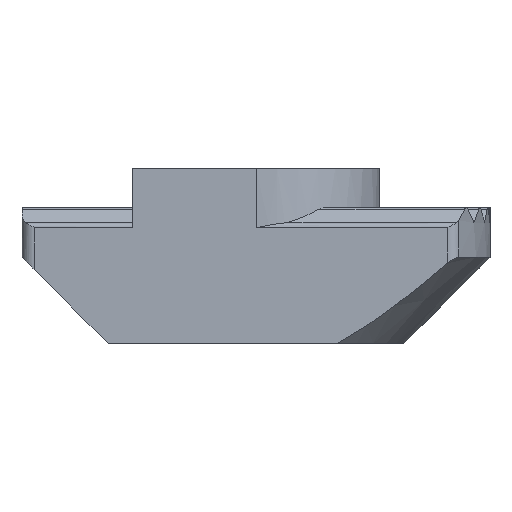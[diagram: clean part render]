
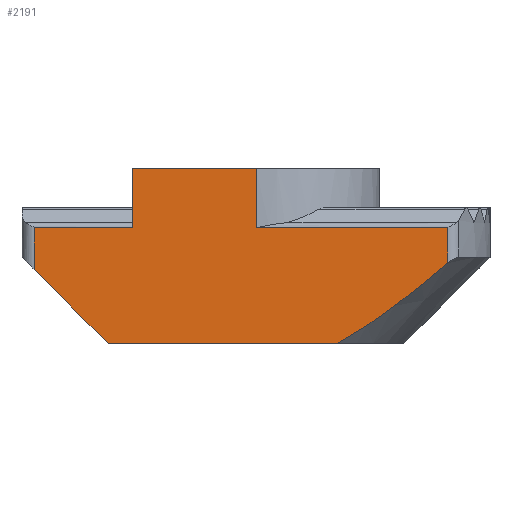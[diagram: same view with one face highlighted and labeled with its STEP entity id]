
A CAD part, front view. The second image highlights one B-rep face of the part: STEP entity #2191.
In plain terms, the highlighted planar face has unit normal (0, -1, 0).
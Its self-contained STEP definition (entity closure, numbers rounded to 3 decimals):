
#31 = LINE ( 'NONE', #32, #1555 ) ;
#32 = CARTESIAN_POINT ( 'NONE',  ( -9.5, -5., 4.699 ) ) ;
#33 = DIRECTION ( 'NONE',  ( -1., 0., 0. ) ) ;
#35 = LINE ( 'NONE', #36, #1556 ) ;
#36 = CARTESIAN_POINT ( 'NONE',  ( 0., -5., 7.1 ) ) ;
#37 = DIRECTION ( 'NONE',  ( 0., 0., -1. ) ) ;
#38 = LINE ( 'NONE', #39, #1558 ) ;
#39 = CARTESIAN_POINT ( 'NONE',  ( 0., -5., 7.1 ) ) ;
#40 = DIRECTION ( 'NONE',  ( 1., 0., 0. ) ) ;
#266 = EDGE_LOOP ( 'NONE', ( #582, #585, #584, #586, #587, #588, #589, #590, #591, #803 ) ) ;
#401 = VERTEX_POINT ( 'NONE', #985 ) ;
#402 = VERTEX_POINT ( 'NONE', #986 ) ;
#403 = VERTEX_POINT ( 'NONE', #987 ) ;
#404 = VERTEX_POINT ( 'NONE', #988 ) ;
#405 = VERTEX_POINT ( 'NONE', #989 ) ;
#406 = VERTEX_POINT ( 'NONE', #990 ) ;
#407 = VERTEX_POINT ( 'NONE', #991 ) ;
#408 = VERTEX_POINT ( 'NONE', #992 ) ;
#409 = VERTEX_POINT ( 'NONE', #993 ) ;
#410 = VERTEX_POINT ( 'NONE', #994 ) ;
#582 = ORIENTED_EDGE ( 'NONE', *, *, #2310, .T. ) ;
#584 = ORIENTED_EDGE ( 'NONE', *, *, #2311, .T. ) ;
#585 = ORIENTED_EDGE ( 'NONE', *, *, #2309, .T. ) ;
#586 = ORIENTED_EDGE ( 'NONE', *, *, #2312, .T. ) ;
#587 = ORIENTED_EDGE ( 'NONE', *, *, #2313, .T. ) ;
#588 = ORIENTED_EDGE ( 'NONE', *, *, #2314, .T. ) ;
#589 = ORIENTED_EDGE ( 'NONE', *, *, #2315, .T. ) ;
#590 = ORIENTED_EDGE ( 'NONE', *, *, #2355, .T. ) ;
#591 = ORIENTED_EDGE ( 'NONE', *, *, #2356, .F. ) ;
#675 = B_SPLINE_CURVE_WITH_KNOTS ( 'NONE', 3,
 ( #1987, #2009, #2010, #2011, #2012, #2013, #2014, #2015 ),
 .UNSPECIFIED., .F., .F.,
 ( 4, 2, 2, 4 ),
 ( 0., 0.001, 0.003, 0.006 ),
 .UNSPECIFIED. ) ;
#803 = ORIENTED_EDGE ( 'NONE', *, *, #2357, .F. ) ;
#985 = CARTESIAN_POINT ( 'NONE',  ( -5., -5., 7.1 ) ) ;
#986 = CARTESIAN_POINT ( 'NONE',  ( -5., -5., 4.699 ) ) ;
#987 = CARTESIAN_POINT ( 'NONE',  ( -9., -5., 4.699 ) ) ;
#988 = CARTESIAN_POINT ( 'NONE',  ( -9., -5., 3. ) ) ;
#989 = CARTESIAN_POINT ( 'NONE',  ( -6., -5., 0. ) ) ;
#990 = CARTESIAN_POINT ( 'NONE',  ( 3.317, -5., 0. ) ) ;
#991 = CARTESIAN_POINT ( 'NONE',  ( 7.794, -5., 3.26 ) ) ;
#992 = CARTESIAN_POINT ( 'NONE',  ( 7.794, -5., 4.699 ) ) ;
#993 = CARTESIAN_POINT ( 'NONE',  ( 0., -5., 4.699 ) ) ;
#994 = CARTESIAN_POINT ( 'NONE',  ( 0., -5., 7.1 ) ) ;
#1244 = PLANE ( 'NONE',  #1348 ) ;
#1345 = FACE_OUTER_BOUND ( 'NONE', #266, .T. ) ;
#1348 = AXIS2_PLACEMENT_3D ( 'NONE', #1581, #1582, #1583 ) ;
#1502 = VECTOR ( 'NONE', #1996, 1000. ) ;
#1503 = VECTOR ( 'NONE', #1999, 1000. ) ;
#1504 = VECTOR ( 'NONE', #2002, 1000. ) ;
#1505 = VECTOR ( 'NONE', #2005, 1000. ) ;
#1506 = VECTOR ( 'NONE', #2008, 1000. ) ;
#1507 = VECTOR ( 'NONE', #2019, 1000. ) ;
#1555 = VECTOR ( 'NONE', #33, 1000. ) ;
#1556 = VECTOR ( 'NONE', #37, 1000. ) ;
#1558 = VECTOR ( 'NONE', #40, 1000. ) ;
#1581 = CARTESIAN_POINT ( 'NONE',  ( -9.5, -5., 5.59 ) ) ;
#1582 = DIRECTION ( 'NONE',  ( 0., 1., 0. ) ) ;
#1583 = DIRECTION ( 'NONE',  ( 0., 0., 1. ) ) ;
#1987 = CARTESIAN_POINT ( 'NONE',  ( 3.317, -5., 0. ) ) ;
#1994 = LINE ( 'NONE', #1995, #1502 ) ;
#1995 = CARTESIAN_POINT ( 'NONE',  ( -9.5, -5., 4.699 ) ) ;
#1996 = DIRECTION ( 'NONE',  ( -1., 0., 0. ) ) ;
#1997 = LINE ( 'NONE', #1998, #1503 ) ;
#1998 = CARTESIAN_POINT ( 'NONE',  ( -5., -5., 7.1 ) ) ;
#1999 = DIRECTION ( 'NONE',  ( 0., 0., -1. ) ) ;
#2000 = LINE ( 'NONE', #2001, #1504 ) ;
#2001 = CARTESIAN_POINT ( 'NONE',  ( -9., -5., 5.59 ) ) ;
#2002 = DIRECTION ( 'NONE',  ( 0., 0., -1. ) ) ;
#2003 = LINE ( 'NONE', #2004, #1505 ) ;
#2004 = CARTESIAN_POINT ( 'NONE',  ( -9.5, -5., 3.5 ) ) ;
#2005 = DIRECTION ( 'NONE',  ( 0.707, 0., -0.707 ) ) ;
#2006 = LINE ( 'NONE', #2007, #1506 ) ;
#2007 = CARTESIAN_POINT ( 'NONE',  ( -9.5, -5., 0. ) ) ;
#2008 = DIRECTION ( 'NONE',  ( 1., 0., 0. ) ) ;
#2009 = CARTESIAN_POINT ( 'NONE',  ( 3.724, -5., 0.225 ) ) ;
#2010 = CARTESIAN_POINT ( 'NONE',  ( 4.117, -5., 0.47 ) ) ;
#2011 = CARTESIAN_POINT ( 'NONE',  ( 4.885, -5., 0.984 ) ) ;
#2012 = CARTESIAN_POINT ( 'NONE',  ( 5.26, -5., 1.253 ) ) ;
#2013 = CARTESIAN_POINT ( 'NONE',  ( 6.369, -5., 2.082 ) ) ;
#2014 = CARTESIAN_POINT ( 'NONE',  ( 7.086, -5., 2.664 ) ) ;
#2015 = CARTESIAN_POINT ( 'NONE',  ( 7.794, -5., 3.26 ) ) ;
#2017 = LINE ( 'NONE', #2018, #1507 ) ;
#2018 = CARTESIAN_POINT ( 'NONE',  ( 7.794, -5., 5.59 ) ) ;
#2019 = DIRECTION ( 'NONE',  ( 0., 0., 1. ) ) ;
#2191 = ADVANCED_FACE ( 'NONE', ( #1345 ), #1244, .F. ) ;
#2309 = EDGE_CURVE ( 'NONE', #402, #403, #1994, .T. ) ;
#2310 = EDGE_CURVE ( 'NONE', #401, #402, #1997, .T. ) ;
#2311 = EDGE_CURVE ( 'NONE', #403, #404, #2000, .T. ) ;
#2312 = EDGE_CURVE ( 'NONE', #404, #405, #2003, .T. ) ;
#2313 = EDGE_CURVE ( 'NONE', #405, #406, #2006, .T. ) ;
#2314 = EDGE_CURVE ( 'NONE', #406, #407, #675, .T. ) ;
#2315 = EDGE_CURVE ( 'NONE', #407, #408, #2017, .T. ) ;
#2355 = EDGE_CURVE ( 'NONE', #408, #409, #31, .T. ) ;
#2356 = EDGE_CURVE ( 'NONE', #410, #409, #35, .T. ) ;
#2357 = EDGE_CURVE ( 'NONE', #401, #410, #38, .T. ) ;
